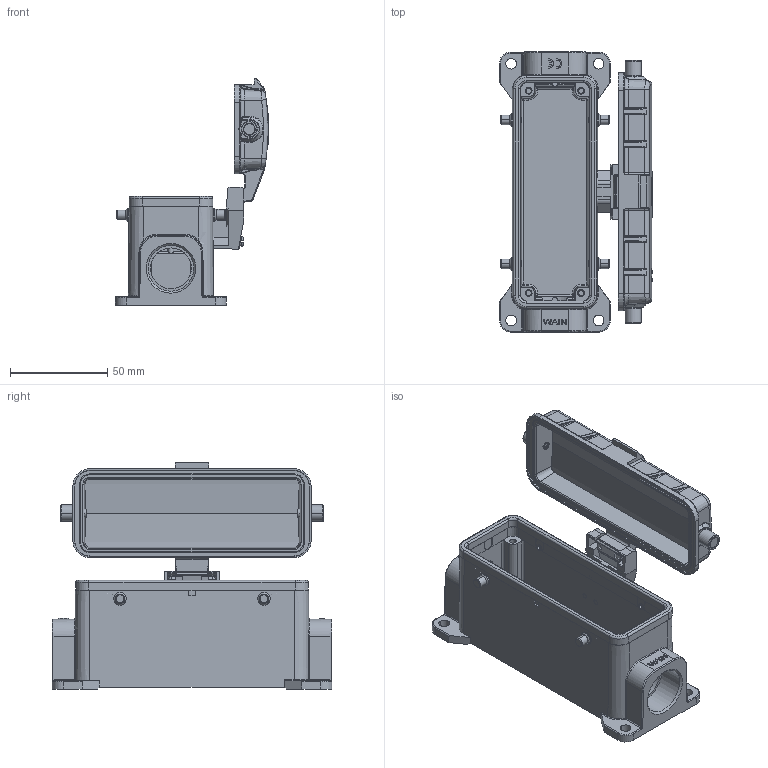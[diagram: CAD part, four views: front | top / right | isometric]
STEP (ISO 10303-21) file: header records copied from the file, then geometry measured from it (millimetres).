
FILE_DESCRIPTION(/* description */ (''),/* implementation_level */ '2;1');
FILE_NAME(/* name */ '3D_1240242701103_HV24B-SF-4B-MCV-M25_V1.1.STP',/* time_stamp */ '2024-01-15T11:39:45+08:00',/* author */ (''),/* organization */ (''),/* preprocessor_version */ 'ST-DEVELOPER v18.1',/* originating_system */ 'SIEMENS PLM Software NX 1980',/* authorisation */ '');
FILE_SCHEMA (('AUTOMOTIVE_DESIGN { 1 0 10303 214 3 1 1 1 }'));
Products named in the file (1): 14593F888800a5ky
Bounding box: 78.7 x 144 x 116.52 mm (x, y, z)
Volume: 145597.2 mm3; surface area: 82017 mm2
Topology: 17 solids, 17 shells, 1632 faces, 4151 edges, 2587 vertices
Faces by surface type: cylinder 660, plane 506, torus 263, bspline 101, cone 80, sphere 14, extrusion 8
Full cylindrical faces by diameter (mm): 3 x4, 4 x2, 21 x1, 23.5 x1, 26.7 x1
Entity records: 62666 total; most frequent: CARTESIAN_POINT 25629, ORIENTED_EDGE 8226, DIRECTION 6903, EDGE_CURVE 4113, AXIS2_PLACEMENT_3D 2609, VERTEX_POINT 2579, EDGE_LOOP 1734, VECTOR 1685
